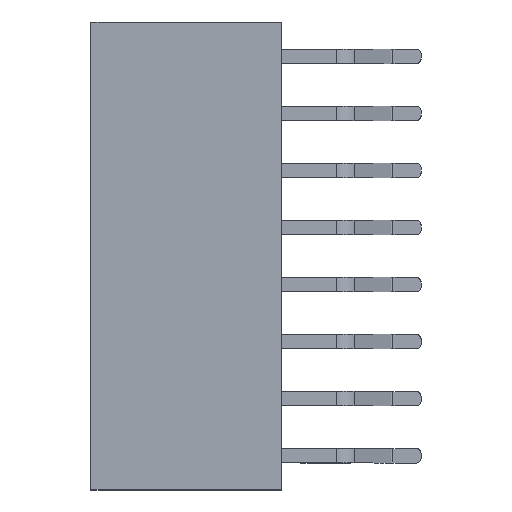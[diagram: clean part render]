
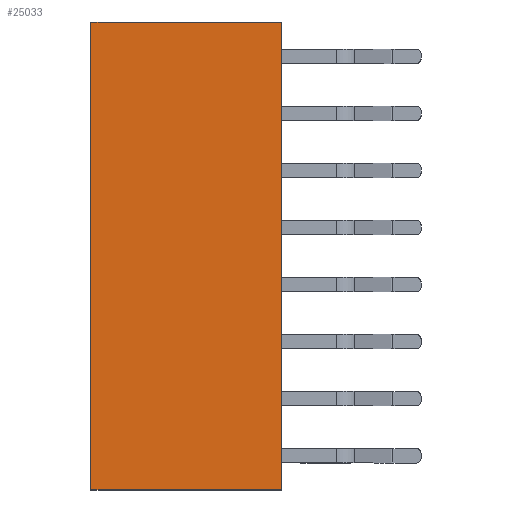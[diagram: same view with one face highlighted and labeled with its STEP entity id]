
A CAD part, top view. The second image highlights one B-rep face of the part: STEP entity #25033.
In plain terms, the highlighted planar face has unit normal (0, 0, 1).
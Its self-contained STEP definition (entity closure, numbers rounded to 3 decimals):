
#2922=ORIENTED_EDGE('',*,*,#7424,.F.);
#2923=ORIENTED_EDGE('',*,*,#7434,.F.);
#2924=ORIENTED_EDGE('',*,*,#7428,.T.);
#2925=ORIENTED_EDGE('',*,*,#7435,.T.);
#7424=EDGE_CURVE('',#9628,#9629,#11774,.T.);
#7428=EDGE_CURVE('',#9631,#9630,#11778,.T.);
#7434=EDGE_CURVE('',#9631,#9628,#11784,.T.);
#7435=EDGE_CURVE('',#9630,#9629,#11785,.T.);
#9628=VERTEX_POINT('',#34944);
#9629=VERTEX_POINT('',#34946);
#9630=VERTEX_POINT('',#34951);
#9631=VERTEX_POINT('',#34953);
#11774=LINE('',#34945,#14182);
#11778=LINE('',#34952,#14186);
#11784=LINE('',#34963,#14192);
#11785=LINE('',#34964,#14193);
#14182=VECTOR('',#29384,1000.);
#14186=VECTOR('',#29390,1000.);
#14192=VECTOR('',#29400,1000.);
#14193=VECTOR('',#29401,1000.);
#15427=EDGE_LOOP('',(#2922,#2923,#2924,#2925));
#16457=FACE_BOUND('',#15427,.T.);
#17461=PLANE('',#26038);
#25033=ADVANCED_FACE('',(#16457),#17461,.T.);
#26038=AXIS2_PLACEMENT_3D('',#34962,#29398,#29399);
#29384=DIRECTION('',(0.,1.,0.));
#29390=DIRECTION('',(0.,1.,0.));
#29398=DIRECTION('',(0.,0.,1.));
#29399=DIRECTION('',(0.,-1.,0.));
#29400=DIRECTION('',(-1.,0.,0.));
#29401=DIRECTION('',(-1.,0.,0.));
#34944=CARTESIAN_POINT('',(-10.41,-4.25,2.5));
#34945=CARTESIAN_POINT('',(-10.41,-4.25,2.5));
#34946=CARTESIAN_POINT('',(-10.41,4.25,2.5));
#34951=CARTESIAN_POINT('',(10.41,4.25,2.5));
#34952=CARTESIAN_POINT('',(10.41,-4.25,2.5));
#34953=CARTESIAN_POINT('',(10.41,-4.25,2.5));
#34962=CARTESIAN_POINT('',(10.41,-4.25,2.5));
#34963=CARTESIAN_POINT('',(10.41,-4.25,2.5));
#34964=CARTESIAN_POINT('',(10.41,4.25,2.5));
